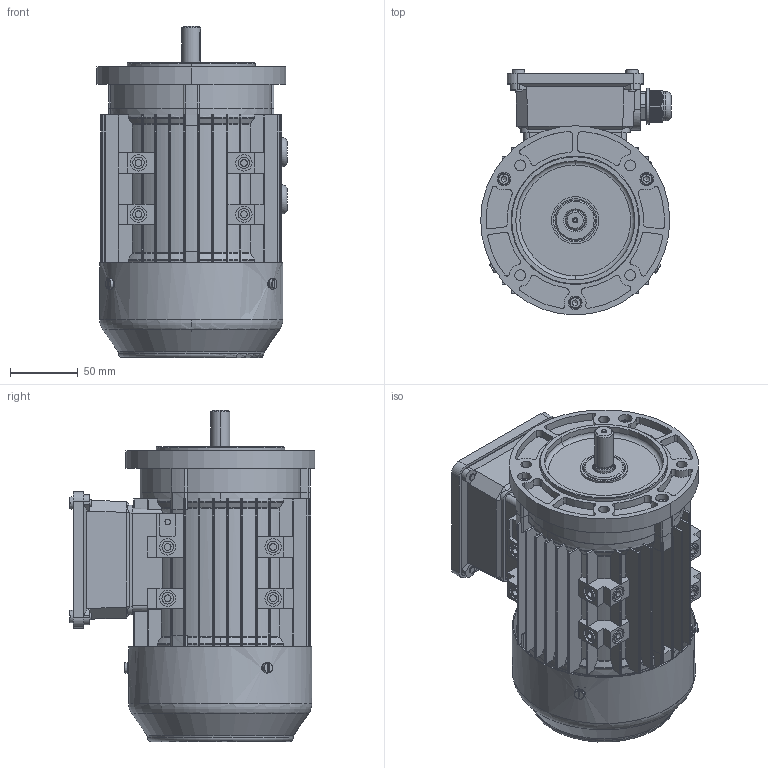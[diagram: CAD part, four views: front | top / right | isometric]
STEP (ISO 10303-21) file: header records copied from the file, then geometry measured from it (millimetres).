
FILE_DESCRIPTION(/* description */ (''),/* implementation_level */ '2;1');
FILE_NAME(/* name */ 'JL-71-B14B.stp',/* time_stamp */ '2018-12-30T14:10:20+08:00',/* author */ (''),/* organization */ (''),/* preprocessor_version */ 'ST-DEVELOPER v16.7',/* originating_system */ 'SIEMENS PLM Software NX 12.0',/* authorisation */ '');
FILE_SCHEMA (('AP203_CONFIGURATION_CONTROLLED_3D_DESIGN_OF_MECHANICAL_PARTS_AND_ASSEMBLIES_MIM_LF { 1 0 10303 403 2 1 2}'));
Products named in the file (1): JL-71-B14B
Bounding box: 141.1 x 182 x 245 mm (x, y, z)
Volume: 672710.4 mm3; surface area: 490892.3 mm2
Topology: 39 solids, 42 shells, 3787 faces, 10537 edges, 6950 vertices
Faces by surface type: plane 2186, cylinder 1132, torus 237, cone 184, bspline 36, sphere 12
Full cylindrical faces by diameter (mm): 3.5 x6, 3.545 x6, 4 x6, 4.132 x3, 4.134 x3, 4.48 x5, 4.8 x1, 4.9 x3, 5 x21, 5.3 x1, 5.8 x14, 8.5 x3, 10 x1, 13.75 x2, 15 x3, 16.25 x4, 18.75 x8, 19.375 x12, 20 x22, 20.625 x12, 21.25 x12, 21.562 x2, 26.562 x2, 30 x3, 134 x1
Entity records: 130726 total; most frequent: CARTESIAN_POINT 36464, ORIENTED_EDGE 20168, DIRECTION 18576, EDGE_CURVE 10084, VERTEX_POINT 6746, AXIS2_PLACEMENT_3D 6468, LINE 5640, VECTOR 5640
